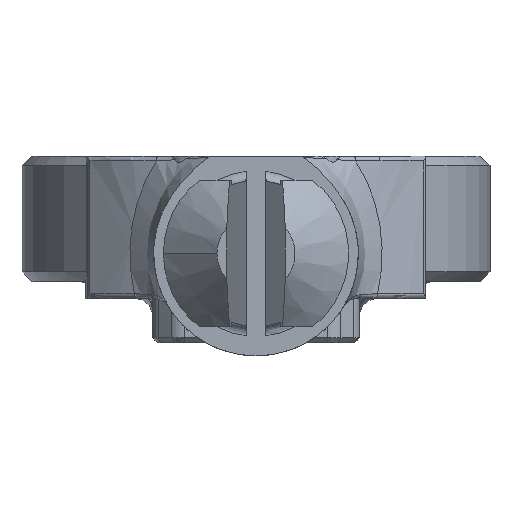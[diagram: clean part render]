
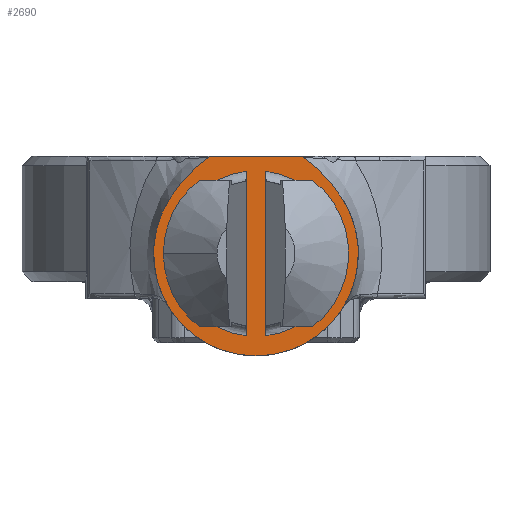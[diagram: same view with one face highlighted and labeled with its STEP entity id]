
A CAD part, front view. The second image highlights one B-rep face of the part: STEP entity #2690.
In plain terms, the highlighted planar face has unit normal (0, -1, 0).
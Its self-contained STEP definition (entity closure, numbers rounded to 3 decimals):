
#24 = ORIENTED_EDGE ( 'NONE', *, *, #2794, .T. ) ;
#77 = CARTESIAN_POINT ( 'NONE',  ( -8.945, -54.5, 41. ) ) ;
#85 = CARTESIAN_POINT ( 'NONE',  ( 13.482, -54.5, 37.574 ) ) ;
#273 = DIRECTION ( 'NONE',  ( 0., 1., 0. ) ) ;
#274 = B_SPLINE_CURVE_WITH_KNOTS ( 'NONE', 3,
 ( #8166, #7114, #8229, #2048, #9080, #85, #10259, #11113, #5206, #1263 ),
 .UNSPECIFIED., .F., .F.,
 ( 4, 2, 2, 2, 4 ),
 ( 0., 0.003, 0.006, 0.009, 0.012 ),
 .UNSPECIFIED. ) ;
#503 = DIRECTION ( 'NONE',  ( 0., 0., 1. ) ) ;
#550 = EDGE_CURVE ( 'NONE', #5498, #5569, #10676, .T. ) ;
#800 = EDGE_CURVE ( 'NONE', #8877, #4377, #10363, .T. ) ;
#913 = DIRECTION ( 'NONE',  ( 0., 0., 1. ) ) ;
#1204 = CARTESIAN_POINT ( 'NONE',  ( 8.945, -54.5, 41. ) ) ;
#1263 = CARTESIAN_POINT ( 'NONE',  ( 9.641, -54.5, 40.751 ) ) ;
#1310 = CARTESIAN_POINT ( 'NONE',  ( 0., -54.5, 21. ) ) ;
#1365 = EDGE_CURVE ( 'NONE', #3960, #9083, #7733, .T. ) ;
#1541 = AXIS2_PLACEMENT_3D ( 'NONE', #3510, #7521, #10606 ) ;
#1569 = EDGE_LOOP ( 'NONE', ( #5719, #11838 ) ) ;
#1649 = CIRCLE ( 'NONE', #10865, 17. ) ;
#1694 = ORIENTED_EDGE ( 'NONE', *, *, #10389, .T. ) ;
#1732 = AXIS2_PLACEMENT_3D ( 'NONE', #2260, #6267, #9291 ) ;
#2048 = CARTESIAN_POINT ( 'NONE',  ( 15.478, -54.5, 35.382 ) ) ;
#2150 = CARTESIAN_POINT ( 'NONE',  ( -13.458, -54.5, 37.598 ) ) ;
#2227 = DIRECTION ( 'NONE',  ( 0., 1., 0. ) ) ;
#2260 = CARTESIAN_POINT ( 'NONE',  ( 0., -54.5, 21. ) ) ;
#2435 = VERTEX_POINT ( 'NONE', #8493 ) ;
#2568 = CARTESIAN_POINT ( 'NONE',  ( -8.795, -54.5, 41. ) ) ;
#2690 = ADVANCED_FACE ( 'NONE', ( #7108, #12086, #3086 ), #5197, .F. ) ;
#2794 = EDGE_CURVE ( 'NONE', #9083, #3960, #1649, .T. ) ;
#2997 = CARTESIAN_POINT ( 'NONE',  ( -16.69, -54.5, 33.817 ) ) ;
#3086 = FACE_BOUND ( 'NONE', #1569, .T. ) ;
#3510 = CARTESIAN_POINT ( 'NONE',  ( 0., -54.5, 21. ) ) ;
#3856 = CARTESIAN_POINT ( 'NONE',  ( -2., -54.5, 37.882 ) ) ;
#3960 = VERTEX_POINT ( 'NONE', #5125 ) ;
#3998 = CARTESIAN_POINT ( 'NONE',  ( -17.794, -54.5, 32.152 ) ) ;
#4068 = CARTESIAN_POINT ( 'NONE',  ( -9.641, -54.5, 40.751 ) ) ;
#4152 = CARTESIAN_POINT ( 'NONE',  ( -8.795, -54.5, 41. ) ) ;
#4208 = CARTESIAN_POINT ( 'NONE',  ( 2., -54.5, 37.882 ) ) ;
#4346 = CARTESIAN_POINT ( 'NONE',  ( -2., -54.5, 4.118 ) ) ;
#4377 = VERTEX_POINT ( 'NONE', #5297 ) ;
#4390 = EDGE_LOOP ( 'NONE', ( #11892, #24 ) ) ;
#4758 = CARTESIAN_POINT ( 'NONE',  ( 9.641, -54.5, 40.751 ) ) ;
#4788 = CARTESIAN_POINT ( 'NONE',  ( 2., -54.5, 0. ) ) ;
#4876 = CARTESIAN_POINT ( 'NONE',  ( 0., -54.5, 0. ) ) ;
#5091 = EDGE_CURVE ( 'NONE', #12477, #10812, #7556, .T. ) ;
#5115 = CARTESIAN_POINT ( 'NONE',  ( -15.466, -54.5, 35.396 ) ) ;
#5125 = CARTESIAN_POINT ( 'NONE',  ( 2., -54.5, 4.118 ) ) ;
#5197 = PLANE ( 'NONE',  #10665 ) ;
#5206 = CARTESIAN_POINT ( 'NONE',  ( 10.47, -54.5, 40.187 ) ) ;
#5297 = CARTESIAN_POINT ( 'NONE',  ( -9.641, -54.5, 40.751 ) ) ;
#5498 = VERTEX_POINT ( 'NONE', #4758 ) ;
#5569 = VERTEX_POINT ( 'NONE', #7041 ) ;
#5677 = EDGE_LOOP ( 'NONE', ( #1694, #9821, #8249, #11768, #6396, #12474, #11962 ) ) ;
#5719 = ORIENTED_EDGE ( 'NONE', *, *, #5091, .F. ) ;
#5903 = CARTESIAN_POINT ( 'NONE',  ( 0., -54.5, 21. ) ) ;
#6026 = CARTESIAN_POINT ( 'NONE',  ( -11.251, -54.5, 39.579 ) ) ;
#6111 = CARTESIAN_POINT ( 'NONE',  ( 0., -54.5, 41. ) ) ;
#6237 = VECTOR ( 'NONE', #503, 1000. ) ;
#6267 = DIRECTION ( 'NONE',  ( 0., -1., 0. ) ) ;
#6373 = EDGE_CURVE ( 'NONE', #9928, #2435, #9502, .T. ) ;
#6396 = ORIENTED_EDGE ( 'NONE', *, *, #550, .T. ) ;
#6498 = CARTESIAN_POINT ( 'NONE',  ( -2., -54.5, 0. ) ) ;
#6612 = CIRCLE ( 'NONE', #9350, 17. ) ;
#7041 = CARTESIAN_POINT ( 'NONE',  ( 8.795, -54.5, 41. ) ) ;
#7079 = CARTESIAN_POINT ( 'NONE',  ( -14.818, -54.5, 36.155 ) ) ;
#7108 = FACE_OUTER_BOUND ( 'NONE', #5677, .T. ) ;
#7114 = CARTESIAN_POINT ( 'NONE',  ( 17.262, -54.5, 33.001 ) ) ;
#7513 = VERTEX_POINT ( 'NONE', #9433 ) ;
#7521 = DIRECTION ( 'NONE',  ( 0., -1., 0. ) ) ;
#7556 = LINE ( 'NONE', #6498, #10256 ) ;
#7733 = LINE ( 'NONE', #4788, #6237 ) ;
#7957 = CARTESIAN_POINT ( 'NONE',  ( -9.517, -54.5, 40.836 ) ) ;
#7998 = CARTESIAN_POINT ( 'NONE',  ( -10.467, -54.5, 40.189 ) ) ;
#8105 = EDGE_CURVE ( 'NONE', #2435, #5498, #274, .T. ) ;
#8166 = CARTESIAN_POINT ( 'NONE',  ( 17.794, -54.5, 32.152 ) ) ;
#8219 = CARTESIAN_POINT ( 'NONE',  ( -9.092, -54.5, 40.98 ) ) ;
#8229 = CARTESIAN_POINT ( 'NONE',  ( 16.691, -54.5, 33.816 ) ) ;
#8249 = ORIENTED_EDGE ( 'NONE', *, *, #6373, .T. ) ;
#8340 = DIRECTION ( 'NONE',  ( 0., 0., 1. ) ) ;
#8493 = CARTESIAN_POINT ( 'NONE',  ( 17.794, -54.5, 32.152 ) ) ;
#8877 = VERTEX_POINT ( 'NONE', #2568 ) ;
#9020 = CARTESIAN_POINT ( 'NONE',  ( 8.795, -54.5, 41. ) ) ;
#9063 = EDGE_CURVE ( 'NONE', #12477, #10812, #6612, .T. ) ;
#9079 = VECTOR ( 'NONE', #10599, 1000. ) ;
#9080 = CARTESIAN_POINT ( 'NONE',  ( 14.836, -54.5, 36.134 ) ) ;
#9083 = VERTEX_POINT ( 'NONE', #4208 ) ;
#9154 = CARTESIAN_POINT ( 'NONE',  ( 9.641, -54.5, 40.751 ) ) ;
#9291 = DIRECTION ( 'NONE',  ( 0., 0., -1. ) ) ;
#9350 = AXIS2_PLACEMENT_3D ( 'NONE', #1310, #2227, #8340 ) ;
#9433 = CARTESIAN_POINT ( 'NONE',  ( -17.794, -54.5, 32.152 ) ) ;
#9502 = CIRCLE ( 'NONE', #1541, 21. ) ;
#9548 = LINE ( 'NONE', #11712, #9079 ) ;
#9759 = EDGE_CURVE ( 'NONE', #7513, #9928, #11368, .T. ) ;
#9821 = ORIENTED_EDGE ( 'NONE', *, *, #9759, .T. ) ;
#9928 = VERTEX_POINT ( 'NONE', #4876 ) ;
#10256 = VECTOR ( 'NONE', #10508, 1000. ) ;
#10259 = CARTESIAN_POINT ( 'NONE',  ( 12.769, -54.5, 38.262 ) ) ;
#10342 = B_SPLINE_CURVE_WITH_KNOTS ( 'NONE', 3,
 ( #4068, #7998, #6026, #11148, #2150, #7079, #5115, #2997, #11997, #3998 ),
 .UNSPECIFIED., .F., .F.,
 ( 4, 2, 2, 2, 4 ),
 ( 0., 0.003, 0.006, 0.009, 0.012 ),
 .UNSPECIFIED. ) ;
#10363 = B_SPLINE_CURVE_WITH_KNOTS ( 'NONE', 3,
 ( #4152, #77, #8219, #11105, #7957, #12147 ),
 .UNSPECIFIED., .F., .F.,
 ( 4, 2, 4 ),
 ( 0., 0., 0.001 ),
 .UNSPECIFIED. ) ;
#10389 = EDGE_CURVE ( 'NONE', #4377, #7513, #10342, .T. ) ;
#10508 = DIRECTION ( 'NONE',  ( 0., 0., 1. ) ) ;
#10599 = DIRECTION ( 'NONE',  ( 1., 0., 0. ) ) ;
#10606 = DIRECTION ( 'NONE',  ( 0., 0., -1. ) ) ;
#10665 = AXIS2_PLACEMENT_3D ( 'NONE', #6111, #273, #11107 ) ;
#10676 = B_SPLINE_CURVE_WITH_KNOTS ( 'NONE', 3,
 ( #9154, #11119, #12098, #11252, #1204, #9020 ),
 .UNSPECIFIED., .F., .F.,
 ( 4, 2, 4 ),
 ( 0., 0., 0.001 ),
 .UNSPECIFIED. ) ;
#10812 = VERTEX_POINT ( 'NONE', #3856 ) ;
#10865 = AXIS2_PLACEMENT_3D ( 'NONE', #5903, #12986, #913 ) ;
#10949 = EDGE_CURVE ( 'NONE', #8877, #5569, #9548, .T. ) ;
#11105 = CARTESIAN_POINT ( 'NONE',  ( -9.38, -54.5, 40.897 ) ) ;
#11107 = DIRECTION ( 'NONE',  ( 0., 0., 1. ) ) ;
#11113 = CARTESIAN_POINT ( 'NONE',  ( 11.265, -54.5, 39.568 ) ) ;
#11119 = CARTESIAN_POINT ( 'NONE',  ( 9.517, -54.5, 40.836 ) ) ;
#11148 = CARTESIAN_POINT ( 'NONE',  ( -12.746, -54.5, 38.284 ) ) ;
#11252 = CARTESIAN_POINT ( 'NONE',  ( 9.095, -54.5, 40.979 ) ) ;
#11368 = CIRCLE ( 'NONE', #1732, 21. ) ;
#11712 = CARTESIAN_POINT ( 'NONE',  ( 0., -54.5, 41. ) ) ;
#11768 = ORIENTED_EDGE ( 'NONE', *, *, #8105, .T. ) ;
#11838 = ORIENTED_EDGE ( 'NONE', *, *, #9063, .T. ) ;
#11892 = ORIENTED_EDGE ( 'NONE', *, *, #1365, .T. ) ;
#11962 = ORIENTED_EDGE ( 'NONE', *, *, #800, .T. ) ;
#11997 = CARTESIAN_POINT ( 'NONE',  ( -17.263, -54.5, 32.999 ) ) ;
#12086 = FACE_BOUND ( 'NONE', #4390, .T. ) ;
#12098 = CARTESIAN_POINT ( 'NONE',  ( 9.382, -54.5, 40.897 ) ) ;
#12147 = CARTESIAN_POINT ( 'NONE',  ( -9.641, -54.5, 40.751 ) ) ;
#12474 = ORIENTED_EDGE ( 'NONE', *, *, #10949, .F. ) ;
#12477 = VERTEX_POINT ( 'NONE', #4346 ) ;
#12986 = DIRECTION ( 'NONE',  ( 0., 1., 0. ) ) ;
